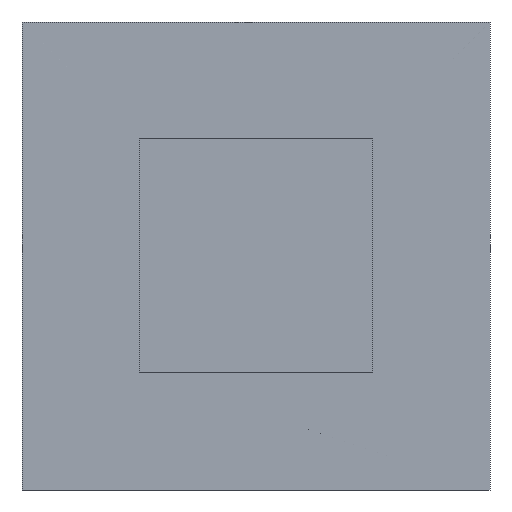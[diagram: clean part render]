
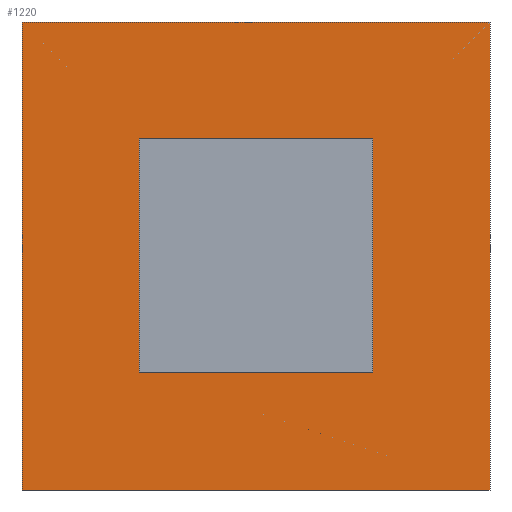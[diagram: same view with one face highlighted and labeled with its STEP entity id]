
A CAD part, front view. The second image highlights one B-rep face of the part: STEP entity #1220.
In plain terms, the highlighted planar face has unit normal (0, -1, 0).
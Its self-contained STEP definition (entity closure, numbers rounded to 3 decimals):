
#25=FACE_BOUND('',#154,.T.);
#91=FACE_OUTER_BOUND('',#153,.T.);
#153=EDGE_LOOP('',(#1076,#1077,#1078,#1079));
#154=EDGE_LOOP('',(#1080,#1081,#1082,#1083));
#292=LINE('',#1935,#456);
#296=LINE('',#1943,#460);
#299=LINE('',#1949,#463);
#302=LINE('',#1954,#466);
#317=LINE('',#1989,#481);
#318=LINE('',#1992,#482);
#319=LINE('',#1994,#483);
#320=LINE('',#1995,#484);
#456=VECTOR('',#1591,10.);
#460=VECTOR('',#1597,10.);
#463=VECTOR('',#1602,10.);
#466=VECTOR('',#1607,10.);
#481=VECTOR('',#1638,10.);
#482=VECTOR('',#1641,10.);
#483=VECTOR('',#1642,10.);
#484=VECTOR('',#1643,10.);
#576=VERTEX_POINT('',#1933);
#577=VERTEX_POINT('',#1934);
#580=VERTEX_POINT('',#1942);
#582=VERTEX_POINT('',#1948);
#592=VERTEX_POINT('',#1982);
#595=VERTEX_POINT('',#1987);
#596=VERTEX_POINT('',#1991);
#597=VERTEX_POINT('',#1993);
#732=EDGE_CURVE('',#576,#577,#292,.T.);
#736=EDGE_CURVE('',#577,#580,#296,.T.);
#739=EDGE_CURVE('',#580,#582,#299,.T.);
#742=EDGE_CURVE('',#582,#576,#302,.T.);
#759=EDGE_CURVE('',#592,#595,#317,.T.);
#760=EDGE_CURVE('',#596,#592,#318,.T.);
#761=EDGE_CURVE('',#597,#595,#319,.T.);
#762=EDGE_CURVE('',#596,#597,#320,.T.);
#1076=ORIENTED_EDGE('',*,*,#760,.T.);
#1077=ORIENTED_EDGE('',*,*,#759,.T.);
#1078=ORIENTED_EDGE('',*,*,#761,.F.);
#1079=ORIENTED_EDGE('',*,*,#762,.F.);
#1080=ORIENTED_EDGE('',*,*,#742,.T.);
#1081=ORIENTED_EDGE('',*,*,#732,.T.);
#1082=ORIENTED_EDGE('',*,*,#736,.T.);
#1083=ORIENTED_EDGE('',*,*,#739,.T.);
#1160=PLANE('',#1350);
#1220=ADVANCED_FACE('',(#91,#25),#1160,.T.);
#1350=AXIS2_PLACEMENT_3D('',#1990,#1639,#1640);
#1591=DIRECTION('',(1.,0.,0.));
#1597=DIRECTION('',(0.,0.,-1.));
#1602=DIRECTION('',(-1.,0.,0.));
#1607=DIRECTION('',(0.,0.,1.));
#1638=DIRECTION('',(0.,0.,1.));
#1639=DIRECTION('center_axis',(0.,-1.,0.));
#1640=DIRECTION('ref_axis',(1.,0.,0.));
#1641=DIRECTION('',(1.,0.,0.));
#1642=DIRECTION('',(1.,0.,0.));
#1643=DIRECTION('',(0.,0.,1.));
#1933=CARTESIAN_POINT('',(-10.,125.,30.));
#1934=CARTESIAN_POINT('',(10.,125.,30.));
#1935=CARTESIAN_POINT('',(-10.,125.,30.));
#1942=CARTESIAN_POINT('',(10.,125.,10.));
#1943=CARTESIAN_POINT('',(10.,125.,30.));
#1948=CARTESIAN_POINT('',(-10.,125.,10.));
#1949=CARTESIAN_POINT('',(10.,125.,10.));
#1954=CARTESIAN_POINT('',(-10.,125.,10.));
#1982=CARTESIAN_POINT('',(20.,125.,0.));
#1987=CARTESIAN_POINT('',(20.,125.,40.));
#1989=CARTESIAN_POINT('',(20.,125.,0.));
#1990=CARTESIAN_POINT('Origin',(-20.,125.,0.));
#1991=CARTESIAN_POINT('',(-20.,125.,0.));
#1992=CARTESIAN_POINT('',(-20.,125.,0.));
#1993=CARTESIAN_POINT('',(-20.,125.,40.));
#1994=CARTESIAN_POINT('',(-20.,125.,40.));
#1995=CARTESIAN_POINT('',(-20.,125.,0.));
